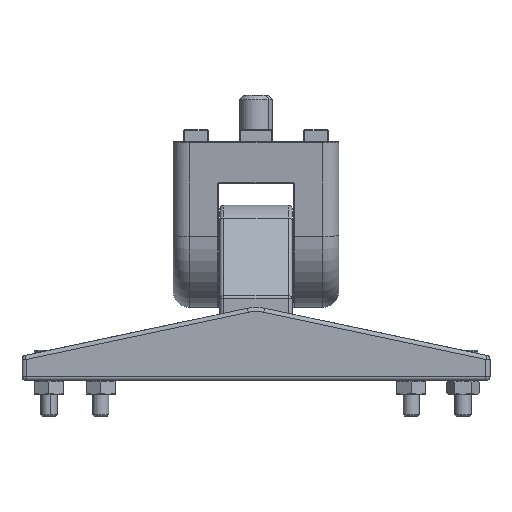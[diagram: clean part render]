
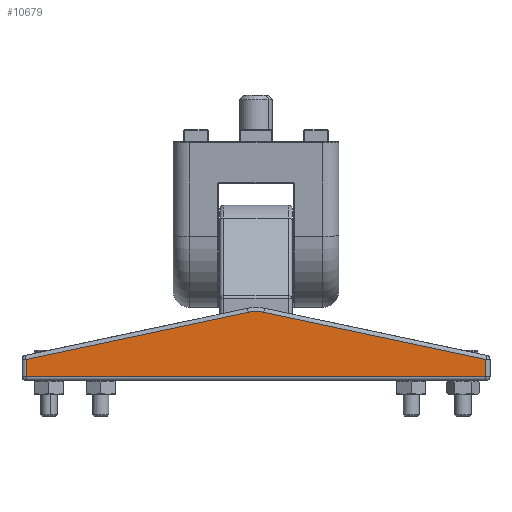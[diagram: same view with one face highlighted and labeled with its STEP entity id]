
A CAD part, left-side view. The second image highlights one B-rep face of the part: STEP entity #10679.
In plain terms, the highlighted face is planar.
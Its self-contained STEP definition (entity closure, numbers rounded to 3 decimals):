
#116 = AXIS2_PLACEMENT_3D ( 'NONE', #21978, #9561, #24067 ) ;
#956 = ORIENTED_EDGE ( 'NONE', *, *, #25070, .F. ) ;
#1481 = LINE ( 'NONE', #22681, #6440 ) ;
#2550 = CARTESIAN_POINT ( 'NONE',  ( -50.611, -56.5, -9.727 ) ) ;
#3980 = DIRECTION ( 'NONE',  ( -1., 0., 0. ) ) ;
#4048 = CARTESIAN_POINT ( 'NONE',  ( -56.5, -56.5, 17. ) ) ;
#4727 = LINE ( 'NONE', #4048, #26249 ) ;
#4860 = ORIENTED_EDGE ( 'NONE', *, *, #23711, .T. ) ;
#5523 = EDGE_CURVE ( 'NONE', #14844, #7941, #25106, .T. ) ;
#6440 = VECTOR ( 'NONE', #22949, 1000. ) ;
#6826 = VERTEX_POINT ( 'NONE', #8780 ) ;
#7473 = VERTEX_POINT ( 'NONE', #20052 ) ;
#7935 = DIRECTION ( 'NONE',  ( 0., 0., 1. ) ) ;
#7941 = VERTEX_POINT ( 'NONE', #16504 ) ;
#7963 = DIRECTION ( 'NONE',  ( 0., 1., 0. ) ) ;
#8126 = CARTESIAN_POINT ( 'NONE',  ( -56.5, -56.5, 18. ) ) ;
#8267 = PLANE ( 'NONE',  #13915 ) ;
#8780 = CARTESIAN_POINT ( 'NONE',  ( 1.87, -56.5, 1.419 ) ) ;
#9561 = DIRECTION ( 'NONE',  ( 0., 1., 0. ) ) ;
#10503 = CARTESIAN_POINT ( 'NONE',  ( 55.5, -56.5, 17. ) ) ;
#10679 = ADVANCED_FACE ( 'NONE', ( #22965 ), #8267, .F. ) ;
#10774 = ORIENTED_EDGE ( 'NONE', *, *, #13971, .T. ) ;
#10974 = LINE ( 'NONE', #16407, #15870 ) ;
#12740 = VERTEX_POINT ( 'NONE', #10503 ) ;
#13442 = VECTOR ( 'NONE', #19469, 1000. ) ;
#13915 = AXIS2_PLACEMENT_3D ( 'NONE', #8126, #7963, #7935 ) ;
#13971 = EDGE_CURVE ( 'NONE', #7473, #14844, #1481, .T. ) ;
#14844 = VERTEX_POINT ( 'NONE', #25092 ) ;
#15163 = DIRECTION ( 'NONE',  ( 0.978, 0., 0.208 ) ) ;
#15376 = EDGE_CURVE ( 'NONE', #12740, #7473, #4727, .T. ) ;
#15870 = VECTOR ( 'NONE', #16377, 1000. ) ;
#16377 = DIRECTION ( 'NONE',  ( 0., 0., 1. ) ) ;
#16407 = CARTESIAN_POINT ( 'NONE',  ( 55.5, -56.5, 18. ) ) ;
#16504 = CARTESIAN_POINT ( 'NONE',  ( -1.87, -56.5, 1.419 ) ) ;
#16762 = EDGE_CURVE ( 'NONE', #18487, #12740, #10974, .T. ) ;
#17137 = VECTOR ( 'NONE', #15163, 1000. ) ;
#18487 = VERTEX_POINT ( 'NONE', #23428 ) ;
#19469 = DIRECTION ( 'NONE',  ( 0.978, 0., -0.208 ) ) ;
#20052 = CARTESIAN_POINT ( 'NONE',  ( -55.5, -56.5, 17. ) ) ;
#21846 = ORIENTED_EDGE ( 'NONE', *, *, #16762, .T. ) ;
#21978 = CARTESIAN_POINT ( 'NONE',  ( 0., -56.5, 10.223 ) ) ;
#22647 = LINE ( 'NONE', #2550, #17137 ) ;
#22681 = CARTESIAN_POINT ( 'NONE',  ( -55.5, -56.5, 18. ) ) ;
#22949 = DIRECTION ( 'NONE',  ( 0., 0., -1. ) ) ;
#22965 = FACE_OUTER_BOUND ( 'NONE', #25720, .T. ) ;
#23428 = CARTESIAN_POINT ( 'NONE',  ( 55.5, -56.5, 12.81 ) ) ;
#23711 = EDGE_CURVE ( 'NONE', #6826, #18487, #22647, .T. ) ;
#24067 = DIRECTION ( 'NONE',  ( 0., 0., 1. ) ) ;
#24880 = CARTESIAN_POINT ( 'NONE',  ( -57.512, -56.5, 13.237 ) ) ;
#25070 = EDGE_CURVE ( 'NONE', #6826, #7941, #27127, .T. ) ;
#25092 = CARTESIAN_POINT ( 'NONE',  ( -55.5, -56.5, 12.81 ) ) ;
#25106 = LINE ( 'NONE', #24880, #13442 ) ;
#25260 = ORIENTED_EDGE ( 'NONE', *, *, #5523, .T. ) ;
#25314 = ORIENTED_EDGE ( 'NONE', *, *, #15376, .T. ) ;
#25720 = EDGE_LOOP ( 'NONE', ( #956, #4860, #21846, #25314, #10774, #25260 ) ) ;
#26249 = VECTOR ( 'NONE', #3980, 1000. ) ;
#27127 = CIRCLE ( 'NONE', #116, 9. ) ;
